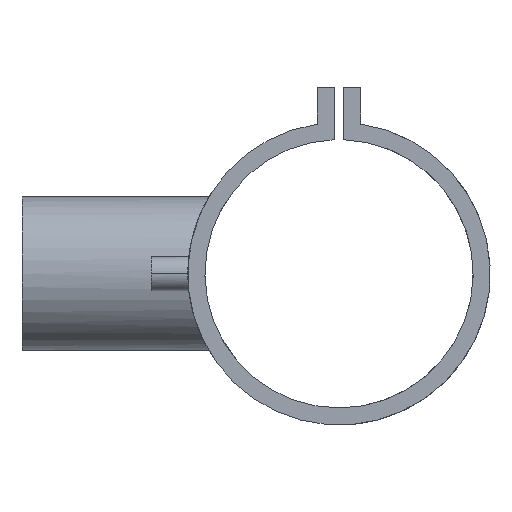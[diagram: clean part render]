
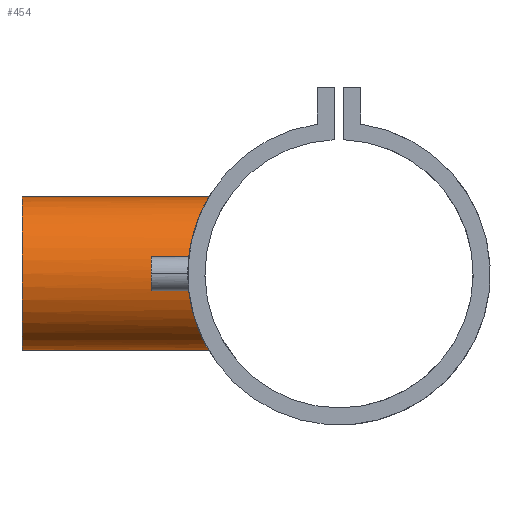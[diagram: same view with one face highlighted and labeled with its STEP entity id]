
A CAD part, left-side view. The second image highlights one B-rep face of the part: STEP entity #454.
In plain terms, the highlighted cylindrical face has radius 31.5 mm (diameter 63 mm), a partial arc.
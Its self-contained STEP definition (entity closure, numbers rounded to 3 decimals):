
#36 = CARTESIAN_POINT ( 'NONE',  ( -22.978, 58.132, 21.571 ) ) ;
#46 = CARTESIAN_POINT ( 'NONE',  ( -30.256, 61.377, 8.781 ) ) ;
#52 = CARTESIAN_POINT ( 'NONE',  ( -17.993, 56.35, 25.861 ) ) ;
#63 = CARTESIAN_POINT ( 'NONE',  ( -27.279, 59.957, 15.883 ) ) ;
#73 = CARTESIAN_POINT ( 'NONE',  ( -19.229, 56.757, 24.955 ) ) ;
#86 = CARTESIAN_POINT ( 'NONE',  ( -19.243, 56.74, -25.023 ) ) ;
#87 = VERTEX_POINT ( 'NONE', #711 ) ;
#91 = VECTOR ( 'NONE', #987, 1000. ) ;
#161 = CARTESIAN_POINT ( 'NONE',  ( 0., 0., 31.5 ) ) ;
#180 = CARTESIAN_POINT ( 'NONE',  ( -20.802, 57.306, 23.676 ) ) ;
#188 = CARTESIAN_POINT ( 'NONE',  ( -31.488, 61.994, -1.031 ) ) ;
#197 = VERTEX_POINT ( 'NONE', #1307 ) ;
#198 = CARTESIAN_POINT ( 'NONE',  ( -29.44, 60.978, 11.252 ) ) ;
#225 = CARTESIAN_POINT ( 'NONE',  ( -8.264, 54.035, -30.401 ) ) ;
#247 = CARTESIAN_POINT ( 'NONE',  ( -4.164, 53.525, -31.294 ) ) ;
#253 = CARTESIAN_POINT ( 'NONE',  ( -11.215, 54.559, -29.454 ) ) ;
#262 = CARTESIAN_POINT ( 'NONE',  ( -7.249, 53.889, -30.659 ) ) ;
#322 = VERTEX_POINT ( 'NONE', #1089 ) ;
#327 = CARTESIAN_POINT ( 'NONE',  ( -31.499, 61.999, 2.122 ) ) ;
#331 = ORIENTED_EDGE ( 'NONE', *, *, #1120, .F. ) ;
#337 = CARTESIAN_POINT ( 'NONE',  ( -15.872, 55.687, 27.286 ) ) ;
#345 = CARTESIAN_POINT ( 'NONE',  ( -23.658, 58.405, 20.822 ) ) ;
#355 = CARTESIAN_POINT ( 'NONE',  ( -25.853, 59.33, 18.004 ) ) ;
#366 = CARTESIAN_POINT ( 'NONE',  ( 0., 53.402, -31.5 ) ) ;
#392 = CARTESIAN_POINT ( 'NONE',  ( -28.237, 60.403, -14.115 ) ) ;
#418 = CARTESIAN_POINT ( 'NONE',  ( 0., 0., -31.5 ) ) ;
#432 = DIRECTION ( 'NONE',  ( 0., 0., 1. ) ) ;
#454 = ADVANCED_FACE ( 'NONE', ( #828 ), #1276, .T. ) ;
#457 = CARTESIAN_POINT ( 'NONE',  ( -19.629, 56.894, 24.642 ) ) ;
#494 = CARTESIAN_POINT ( 'NONE',  ( -24.926, 58.932, -19.266 ) ) ;
#495 = ORIENTED_EDGE ( 'NONE', *, *, #1028, .F. ) ;
#514 = CARTESIAN_POINT ( 'NONE',  ( -14.019, 55.204, -28.227 ) ) ;
#521 = VERTEX_POINT ( 'NONE', #1698 ) ;
#523 = CARTESIAN_POINT ( 'NONE',  ( -25.539, 59.194, -18.446 ) ) ;
#591 = AXIS2_PLACEMENT_3D ( 'NONE', #1142, #1714, #432 ) ;
#600 = CARTESIAN_POINT ( 'NONE',  ( -25.556, 59.201, 18.423 ) ) ;
#608 = CARTESIAN_POINT ( 'NONE',  ( -4.2, 53.528, 31.288 ) ) ;
#618 = CARTESIAN_POINT ( 'NONE',  ( -30.773, 61.634, 6.75 ) ) ;
#649 = CARTESIAN_POINT ( 'NONE',  ( -24.609, 58.798, -19.67 ) ) ;
#690 = EDGE_LOOP ( 'NONE', ( #1659, #331, #947, #495 ) ) ;
#696 = LINE ( 'NONE', #161, #922 ) ;
#711 = CARTESIAN_POINT ( 'NONE',  ( 0., 130., 31.5 ) ) ;
#745 = CARTESIAN_POINT ( 'NONE',  ( -21.55, 57.582, 22.997 ) ) ;
#753 = CARTESIAN_POINT ( 'NONE',  ( -11.71, 54.669, 29.247 ) ) ;
#761 = CARTESIAN_POINT ( 'NONE',  ( -14.08, 55.196, 28.253 ) ) ;
#779 = B_SPLINE_CURVE_WITH_KNOTS ( 'NONE', 3,
 ( #1041, #1323, #608, #1022, #1614, #781, #1167, #1355, #753, #761, #337, #52, #1055, #73, #457, #180, #745, #36, #345, #1641, #1625, #600, #355, #63, #1471, #198, #1756, #46, #1031, #920, #618, #1633, #327, #891, #188, #1176, #1190, #1047, #912, #1492, #930, #1362, #1239, #1374, #1823, #392, #1383, #1401, #523, #494, #649, #1066, #1093, #1807, #86, #959, #1658, #1102, #1678, #514, #1245, #253, #1651, #1541, #225, #262, #816, #247, #823, #366 ),
 .UNSPECIFIED., .F., .F.,
 ( 4, 2, 2, 2, 2, 2, 2, 2, 2, 2, 2, 2, 2, 2, 2, 2, 2, 2, 2, 2, 2, 2, 2, 2, 2, 2, 2, 2, 2, 2, 2, 2, 2, 2, 4 ),
 ( 0., 0.006, 0.009, 0.011, 0.013, 0.019, 0.02, 0.022, 0.025, 0.028, 0.03, 0.031, 0.038, 0.041, 0.042, 0.044, 0.05, 0.052, 0.053, 0.056, 0.06, 0.061, 0.063, 0.069, 0.07, 0.072, 0.075, 0.081, 0.083, 0.085, 0.088, 0.091, 0.092, 0.094, 0.1 ),
 .UNSPECIFIED. ) ;
#781 = CARTESIAN_POINT ( 'NONE',  ( -9.76, 54.284, 29.954 ) ) ;
#816 = CARTESIAN_POINT ( 'NONE',  ( -6.734, 53.822, -30.776 ) ) ;
#823 = CARTESIAN_POINT ( 'NONE',  ( -2.091, 53.402, -31.5 ) ) ;
#828 = FACE_OUTER_BOUND ( 'NONE', #690, .T. ) ;
#891 = CARTESIAN_POINT ( 'NONE',  ( -31.5, 62., -0.504 ) ) ;
#912 = CARTESIAN_POINT ( 'NONE',  ( -31.082, 61.788, -5.222 ) ) ;
#920 = CARTESIAN_POINT ( 'NONE',  ( -30.657, 61.576, 7.259 ) ) ;
#922 = VECTOR ( 'NONE', #1718, 1000. ) ;
#930 = CARTESIAN_POINT ( 'NONE',  ( -30.413, 61.454, -8.271 ) ) ;
#947 = ORIENTED_EDGE ( 'NONE', *, *, #1804, .T. ) ;
#959 = CARTESIAN_POINT ( 'NONE',  ( -17.116, 56.076, -26.449 ) ) ;
#980 = CIRCLE ( 'NONE', #1151, 31.5 ) ;
#987 = DIRECTION ( 'NONE',  ( 0., 1., 0. ) ) ;
#1022 = CARTESIAN_POINT ( 'NONE',  ( -7.255, 53.883, 30.671 ) ) ;
#1028 = EDGE_CURVE ( 'NONE', #521, #87, #980, .T. ) ;
#1031 = CARTESIAN_POINT ( 'NONE',  ( -30.398, 61.448, 8.274 ) ) ;
#1041 = CARTESIAN_POINT ( 'NONE',  ( 0., 53.402, 31.5 ) ) ;
#1047 = CARTESIAN_POINT ( 'NONE',  ( -31.238, 61.867, -4.188 ) ) ;
#1055 = CARTESIAN_POINT ( 'NONE',  ( -18.411, 56.485, 25.564 ) ) ;
#1066 = CARTESIAN_POINT ( 'NONE',  ( -23.634, 58.395, -20.85 ) ) ;
#1089 = CARTESIAN_POINT ( 'NONE',  ( 0., 53.402, -31.5 ) ) ;
#1093 = CARTESIAN_POINT ( 'NONE',  ( -22.951, 58.121, -21.599 ) ) ;
#1102 = CARTESIAN_POINT ( 'NONE',  ( -15.808, 55.691, -27.251 ) ) ;
#1120 = EDGE_CURVE ( 'NONE', #197, #322, #779, .T. ) ;
#1142 = CARTESIAN_POINT ( 'NONE',  ( 0., 0., 0. ) ) ;
#1151 = AXIS2_PLACEMENT_3D ( 'NONE', #1257, #1393, #1365 ) ;
#1167 = CARTESIAN_POINT ( 'NONE',  ( -10.255, 54.375, 29.788 ) ) ;
#1176 = CARTESIAN_POINT ( 'NONE',  ( -31.435, 61.967, -2.089 ) ) ;
#1190 = CARTESIAN_POINT ( 'NONE',  ( -31.395, 61.947, -2.617 ) ) ;
#1239 = CARTESIAN_POINT ( 'NONE',  ( -29.788, 61.148, -10.256 ) ) ;
#1245 = CARTESIAN_POINT ( 'NONE',  ( -13.099, 54.977, -28.665 ) ) ;
#1257 = CARTESIAN_POINT ( 'NONE',  ( 0., 130., 0. ) ) ;
#1260 = EDGE_CURVE ( 'NONE', #322, #521, #1589, .T. ) ;
#1276 = CYLINDRICAL_SURFACE ( 'NONE', #591, 31.5 ) ;
#1307 = CARTESIAN_POINT ( 'NONE',  ( 0., 53.402, 31.5 ) ) ;
#1323 = CARTESIAN_POINT ( 'NONE',  ( -2.122, 53.402, 31.5 ) ) ;
#1355 = CARTESIAN_POINT ( 'NONE',  ( -11.23, 54.568, 29.435 ) ) ;
#1362 = CARTESIAN_POINT ( 'NONE',  ( -29.954, 61.229, -9.762 ) ) ;
#1365 = DIRECTION ( 'NONE',  ( 0., 0., 1. ) ) ;
#1374 = CARTESIAN_POINT ( 'NONE',  ( -29.432, 60.975, -11.238 ) ) ;
#1383 = CARTESIAN_POINT ( 'NONE',  ( -27.262, 59.949, -15.913 ) ) ;
#1393 = DIRECTION ( 'NONE',  ( 0., 1., 0. ) ) ;
#1401 = CARTESIAN_POINT ( 'NONE',  ( -25.835, 59.322, -18.03 ) ) ;
#1471 = CARTESIAN_POINT ( 'NONE',  ( -28.247, 60.408, 14.091 ) ) ;
#1492 = CARTESIAN_POINT ( 'NONE',  ( -30.669, 61.582, -7.263 ) ) ;
#1541 = CARTESIAN_POINT ( 'NONE',  ( -8.765, 54.114, -30.26 ) ) ;
#1589 = LINE ( 'NONE', #418, #91 ) ;
#1614 = CARTESIAN_POINT ( 'NONE',  ( -8.263, 54.028, 30.415 ) ) ;
#1625 = CARTESIAN_POINT ( 'NONE',  ( -24.943, 58.939, 19.245 ) ) ;
#1633 = CARTESIAN_POINT ( 'NONE',  ( -31.289, 61.892, 4.194 ) ) ;
#1641 = CARTESIAN_POINT ( 'NONE',  ( -24.628, 58.807, 19.646 ) ) ;
#1651 = CARTESIAN_POINT ( 'NONE',  ( -10.25, 54.368, -29.804 ) ) ;
#1658 = CARTESIAN_POINT ( 'NONE',  ( -16.683, 55.946, -26.724 ) ) ;
#1659 = ORIENTED_EDGE ( 'NONE', *, *, #1260, .F. ) ;
#1678 = CARTESIAN_POINT ( 'NONE',  ( -15.365, 55.567, -27.503 ) ) ;
#1698 = CARTESIAN_POINT ( 'NONE',  ( 0., 130., -31.5 ) ) ;
#1714 = DIRECTION ( 'NONE',  ( 0., 1., 0. ) ) ;
#1718 = DIRECTION ( 'NONE',  ( 0., 1., 0. ) ) ;
#1756 = CARTESIAN_POINT ( 'NONE',  ( -29.794, 61.15, 10.28 ) ) ;
#1804 = EDGE_CURVE ( 'NONE', #197, #87, #696, .T. ) ;
#1807 = CARTESIAN_POINT ( 'NONE',  ( -20.804, 57.296, -23.739 ) ) ;
#1823 = CARTESIAN_POINT ( 'NONE',  ( -29.241, 60.883, -11.724 ) ) ;
